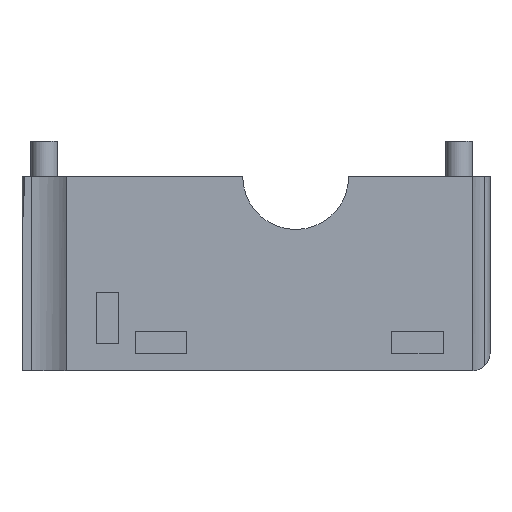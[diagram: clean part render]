
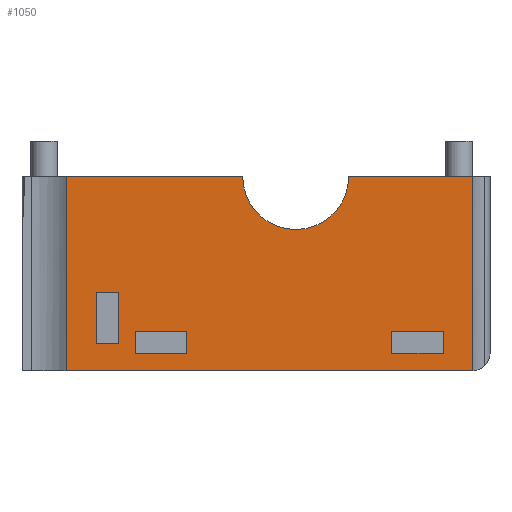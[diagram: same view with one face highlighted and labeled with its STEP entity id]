
A CAD part, front view. The second image highlights one B-rep face of the part: STEP entity #1050.
In plain terms, the highlighted planar face has unit normal (0, -1, 0).
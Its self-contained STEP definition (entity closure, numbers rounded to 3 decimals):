
#4 = ORIENTED_EDGE ( 'NONE', *, *, #2492, .T. ) ;
#94 = CARTESIAN_POINT ( 'NONE',  ( 24.993, -62.3, -22. ) ) ;
#121 = EDGE_CURVE ( 'NONE', #1712, #186, #2214, .T. ) ;
#126 = DIRECTION ( 'NONE',  ( 0., 0., 1. ) ) ;
#133 = CARTESIAN_POINT ( 'NONE',  ( 0., -62.3, -39.5 ) ) ;
#186 = VERTEX_POINT ( 'NONE', #1944 ) ;
#220 = VECTOR ( 'NONE', #126, 1000. ) ;
#233 = B_SPLINE_CURVE_WITH_KNOTS ( 'NONE', 3,
 ( #1673, #3217, #866, #346 ),
 .UNSPECIFIED., .F., .F.,
 ( 4, 4 ),
 ( 0., 1. ),
 .UNSPECIFIED. ) ;
#332 = CARTESIAN_POINT ( 'NONE',  ( 0., -62.3, -40.887 ) ) ;
#334 = CARTESIAN_POINT ( 'NONE',  ( 0., -62.3, -35.087 ) ) ;
#338 = CARTESIAN_POINT ( 'NONE',  ( 0., -62.3, -22. ) ) ;
#346 = CARTESIAN_POINT ( 'NONE',  ( -21., -62.3, -44. ) ) ;
#355 = VECTOR ( 'NONE', #2095, 1000. ) ;
#384 = DIRECTION ( 'NONE',  ( 0., 0., -1. ) ) ;
#400 = DIRECTION ( 'NONE',  ( 0., 0., -1. ) ) ;
#401 = FACE_BOUND ( 'NONE', #2773, .T. ) ;
#409 = DIRECTION ( 'NONE',  ( 1., 0., 0. ) ) ;
#471 = EDGE_CURVE ( 'NONE', #1949, #2425, #2849, .T. ) ;
#659 = CARTESIAN_POINT ( 'NONE',  ( -13.12, -62.3, -42. ) ) ;
#676 = DIRECTION ( 'NONE',  ( 0., -1., 0. ) ) ;
#705 = VERTEX_POINT ( 'NONE', #1073 ) ;
#710 = VECTOR ( 'NONE', #384, 1000. ) ;
#754 = AXIS2_PLACEMENT_3D ( 'NONE', #1986, #676, #1022 ) ;
#772 = VERTEX_POINT ( 'NONE', #2176 ) ;
#815 = FACE_BOUND ( 'NONE', #1060, .T. ) ;
#817 = VECTOR ( 'NONE', #2229, 1000. ) ;
#856 = DIRECTION ( 'NONE',  ( -1., 0., 0. ) ) ;
#863 = DIRECTION ( 'NONE',  ( -1., 0., 0. ) ) ;
#866 = CARTESIAN_POINT ( 'NONE',  ( -21., -62.3, -36.667 ) ) ;
#893 = VECTOR ( 'NONE', #1416, 1000. ) ;
#909 = CARTESIAN_POINT ( 'NONE',  ( -17.579, -62.3, -35.087 ) ) ;
#925 = CARTESIAN_POINT ( 'NONE',  ( 21.683, -62.3, 0. ) ) ;
#957 = CARTESIAN_POINT ( 'NONE',  ( 0., -62.3, -22. ) ) ;
#1022 = DIRECTION ( 'NONE',  ( 0., 0., -1. ) ) ;
#1050 = ADVANCED_FACE ( 'NONE', ( #2805, #2564, #401, #815 ), #1203, .T. ) ;
#1060 = EDGE_LOOP ( 'NONE', ( #3211, #1764, #1210, #2551 ) ) ;
#1073 = CARTESIAN_POINT ( 'NONE',  ( 15.883, -62.3, -42. ) ) ;
#1094 = EDGE_CURVE ( 'NONE', #2589, #1949, #1556, .T. ) ;
#1126 = LINE ( 'NONE', #3065, #2554 ) ;
#1134 = VERTEX_POINT ( 'NONE', #1811 ) ;
#1154 = CARTESIAN_POINT ( 'NONE',  ( 0., -62.3, -42. ) ) ;
#1203 = PLANE ( 'NONE',  #754 ) ;
#1210 = ORIENTED_EDGE ( 'NONE', *, *, #2651, .T. ) ;
#1215 = DIRECTION ( 'NONE',  ( 1., 0., 0. ) ) ;
#1243 = CARTESIAN_POINT ( 'NONE',  ( 21.683, -62.3, -39.5 ) ) ;
#1250 = EDGE_CURVE ( 'NONE', #772, #705, #2716, .T. ) ;
#1260 = DIRECTION ( 'NONE',  ( 1., 0., 0. ) ) ;
#1273 = ORIENTED_EDGE ( 'NONE', *, *, #2678, .T. ) ;
#1281 = CARTESIAN_POINT ( 'NONE',  ( -13.12, -62.3, 0. ) ) ;
#1352 = LINE ( 'NONE', #133, #817 ) ;
#1372 = VERTEX_POINT ( 'NONE', #659 ) ;
#1399 = CARTESIAN_POINT ( 'NONE',  ( -21., -62.3, -22. ) ) ;
#1409 = DIRECTION ( 'NONE',  ( 0., -1., 0. ) ) ;
#1416 = DIRECTION ( 'NONE',  ( -1., 0., 0. ) ) ;
#1431 = VECTOR ( 'NONE', #1260, 1000. ) ;
#1446 = AXIS2_PLACEMENT_3D ( 'NONE', #2735, #1409, #400 ) ;
#1461 = LINE ( 'NONE', #334, #2755 ) ;
#1469 = CARTESIAN_POINT ( 'NONE',  ( 15.883, -62.3, 0. ) ) ;
#1506 = LINE ( 'NONE', #338, #2353 ) ;
#1507 = VERTEX_POINT ( 'NONE', #2296 ) ;
#1551 = EDGE_LOOP ( 'NONE', ( #2060, #2338, #2159, #2017, #2145, #1273 ) ) ;
#1556 = LINE ( 'NONE', #3333, #1431 ) ;
#1576 = EDGE_CURVE ( 'NONE', #2425, #1372, #1757, .T. ) ;
#1579 = ORIENTED_EDGE ( 'NONE', *, *, #1250, .T. ) ;
#1645 = CARTESIAN_POINT ( 'NONE',  ( 24.993, -62.3, -44. ) ) ;
#1670 = EDGE_CURVE ( 'NONE', #1134, #2294, #3245, .T. ) ;
#1673 = CARTESIAN_POINT ( 'NONE',  ( -21., -62.3, -22. ) ) ;
#1675 = VERTEX_POINT ( 'NONE', #2374 ) ;
#1707 = CARTESIAN_POINT ( 'NONE',  ( 24.993, -62.3, 0. ) ) ;
#1708 = VECTOR ( 'NONE', #2465, 1000. ) ;
#1712 = VERTEX_POINT ( 'NONE', #2422 ) ;
#1741 = DIRECTION ( 'NONE',  ( -1., 0., 0. ) ) ;
#1745 = LINE ( 'NONE', #1281, #2025 ) ;
#1757 = LINE ( 'NONE', #2865, #3167 ) ;
#1764 = ORIENTED_EDGE ( 'NONE', *, *, #2420, .T. ) ;
#1785 = VERTEX_POINT ( 'NONE', #3181 ) ;
#1791 = ORIENTED_EDGE ( 'NONE', *, *, #1576, .T. ) ;
#1811 = CARTESIAN_POINT ( 'NONE',  ( -17.579, -62.3, -40.887 ) ) ;
#1831 = LINE ( 'NONE', #925, #710 ) ;
#1846 = VECTOR ( 'NONE', #2603, 1000. ) ;
#1865 = ORIENTED_EDGE ( 'NONE', *, *, #2813, .T. ) ;
#1900 = ORIENTED_EDGE ( 'NONE', *, *, #471, .T. ) ;
#1944 = CARTESIAN_POINT ( 'NONE',  ( 10.993, -62.3, -22. ) ) ;
#1949 = VERTEX_POINT ( 'NONE', #3072 ) ;
#1985 = LINE ( 'NONE', #2276, #3075 ) ;
#1986 = CARTESIAN_POINT ( 'NONE',  ( 0., -62.3, 0. ) ) ;
#2017 = ORIENTED_EDGE ( 'NONE', *, *, #2620, .T. ) ;
#2025 = VECTOR ( 'NONE', #2083, 1000. ) ;
#2043 = VECTOR ( 'NONE', #856, 1000. ) ;
#2060 = ORIENTED_EDGE ( 'NONE', *, *, #2574, .T. ) ;
#2071 = LINE ( 'NONE', #1707, #1708 ) ;
#2082 = DIRECTION ( 'NONE',  ( -1., 0., 0. ) ) ;
#2083 = DIRECTION ( 'NONE',  ( 0., 0., 1. ) ) ;
#2095 = DIRECTION ( 'NONE',  ( 0., 0., 1. ) ) ;
#2098 = VERTEX_POINT ( 'NONE', #94 ) ;
#2103 = CARTESIAN_POINT ( 'NONE',  ( -17.579, -62.3, 0. ) ) ;
#2110 = VERTEX_POINT ( 'NONE', #1399 ) ;
#2145 = ORIENTED_EDGE ( 'NONE', *, *, #2916, .T. ) ;
#2150 = LINE ( 'NONE', #1469, #220 ) ;
#2159 = ORIENTED_EDGE ( 'NONE', *, *, #121, .F. ) ;
#2171 = EDGE_CURVE ( 'NONE', #2098, #186, #1506, .T. ) ;
#2176 = CARTESIAN_POINT ( 'NONE',  ( 21.683, -62.3, -42. ) ) ;
#2197 = VERTEX_POINT ( 'NONE', #1645 ) ;
#2211 = CARTESIAN_POINT ( 'NONE',  ( -13.12, -62.3, -39.5 ) ) ;
#2214 = CIRCLE ( 'NONE', #1446, 6. ) ;
#2229 = DIRECTION ( 'NONE',  ( 1., 0., 0. ) ) ;
#2236 = ORIENTED_EDGE ( 'NONE', *, *, #1094, .T. ) ;
#2238 = EDGE_CURVE ( 'NONE', #3175, #772, #1831, .T. ) ;
#2276 = CARTESIAN_POINT ( 'NONE',  ( 0., -62.3, -44. ) ) ;
#2294 = VERTEX_POINT ( 'NONE', #909 ) ;
#2296 = CARTESIAN_POINT ( 'NONE',  ( -15.079, -62.3, -35.087 ) ) ;
#2338 = ORIENTED_EDGE ( 'NONE', *, *, #2171, .T. ) ;
#2344 = CARTESIAN_POINT ( 'NONE',  ( -7.32, -62.3, 0. ) ) ;
#2353 = VECTOR ( 'NONE', #863, 1000. ) ;
#2374 = CARTESIAN_POINT ( 'NONE',  ( -21., -62.3, -44. ) ) ;
#2389 = ORIENTED_EDGE ( 'NONE', *, *, #2979, .T. ) ;
#2410 = CARTESIAN_POINT ( 'NONE',  ( -7.32, -62.3, -42. ) ) ;
#2420 = EDGE_CURVE ( 'NONE', #2294, #1507, #1461, .T. ) ;
#2422 = CARTESIAN_POINT ( 'NONE',  ( -1.007, -62.3, -22. ) ) ;
#2425 = VERTEX_POINT ( 'NONE', #2410 ) ;
#2465 = DIRECTION ( 'NONE',  ( 0., 0., 1. ) ) ;
#2478 = LINE ( 'NONE', #957, #3034 ) ;
#2492 = EDGE_CURVE ( 'NONE', #705, #3279, #2150, .T. ) ;
#2551 = ORIENTED_EDGE ( 'NONE', *, *, #2858, .T. ) ;
#2554 = VECTOR ( 'NONE', #2811, 1000. ) ;
#2564 = FACE_OUTER_BOUND ( 'NONE', #1551, .T. ) ;
#2574 = EDGE_CURVE ( 'NONE', #2197, #2098, #2071, .T. ) ;
#2589 = VERTEX_POINT ( 'NONE', #2211 ) ;
#2603 = DIRECTION ( 'NONE',  ( 0., 0., -1. ) ) ;
#2606 = CARTESIAN_POINT ( 'NONE',  ( 15.883, -62.3, -39.5 ) ) ;
#2620 = EDGE_CURVE ( 'NONE', #1712, #2110, #2478, .T. ) ;
#2651 = EDGE_CURVE ( 'NONE', #1507, #1785, #1126, .T. ) ;
#2675 = EDGE_LOOP ( 'NONE', ( #1791, #1865, #2236, #1900 ) ) ;
#2678 = EDGE_CURVE ( 'NONE', #1675, #2197, #1985, .T. ) ;
#2716 = LINE ( 'NONE', #1154, #893 ) ;
#2735 = CARTESIAN_POINT ( 'NONE',  ( 4.993, -62.3, -22. ) ) ;
#2748 = ORIENTED_EDGE ( 'NONE', *, *, #2238, .T. ) ;
#2755 = VECTOR ( 'NONE', #409, 1000. ) ;
#2773 = EDGE_LOOP ( 'NONE', ( #2389, #2748, #1579, #4 ) ) ;
#2805 = FACE_BOUND ( 'NONE', #2675, .T. ) ;
#2811 = DIRECTION ( 'NONE',  ( 0., 0., -1. ) ) ;
#2813 = EDGE_CURVE ( 'NONE', #1372, #2589, #1745, .T. ) ;
#2849 = LINE ( 'NONE', #2344, #1846 ) ;
#2858 = EDGE_CURVE ( 'NONE', #1785, #1134, #2892, .T. ) ;
#2865 = CARTESIAN_POINT ( 'NONE',  ( 0., -62.3, -42. ) ) ;
#2892 = LINE ( 'NONE', #332, #2043 ) ;
#2916 = EDGE_CURVE ( 'NONE', #2110, #1675, #233, .T. ) ;
#2979 = EDGE_CURVE ( 'NONE', #3279, #3175, #1352, .T. ) ;
#3034 = VECTOR ( 'NONE', #1741, 1000. ) ;
#3065 = CARTESIAN_POINT ( 'NONE',  ( -15.079, -62.3, 0. ) ) ;
#3072 = CARTESIAN_POINT ( 'NONE',  ( -7.32, -62.3, -39.5 ) ) ;
#3075 = VECTOR ( 'NONE', #1215, 1000. ) ;
#3167 = VECTOR ( 'NONE', #2082, 1000. ) ;
#3175 = VERTEX_POINT ( 'NONE', #1243 ) ;
#3181 = CARTESIAN_POINT ( 'NONE',  ( -15.079, -62.3, -40.887 ) ) ;
#3211 = ORIENTED_EDGE ( 'NONE', *, *, #1670, .T. ) ;
#3217 = CARTESIAN_POINT ( 'NONE',  ( -21., -62.3, -29.333 ) ) ;
#3245 = LINE ( 'NONE', #2103, #355 ) ;
#3279 = VERTEX_POINT ( 'NONE', #2606 ) ;
#3333 = CARTESIAN_POINT ( 'NONE',  ( 0., -62.3, -39.5 ) ) ;
